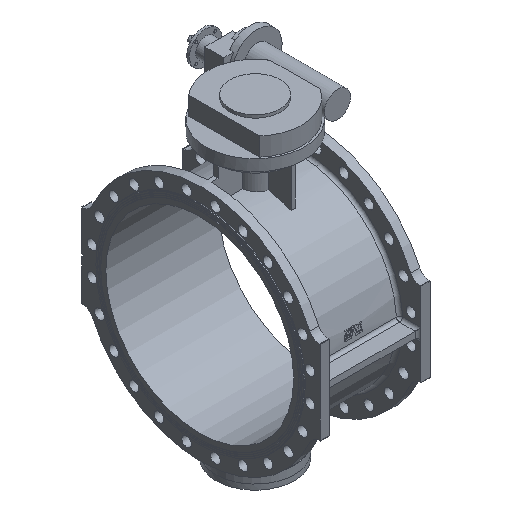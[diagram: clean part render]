
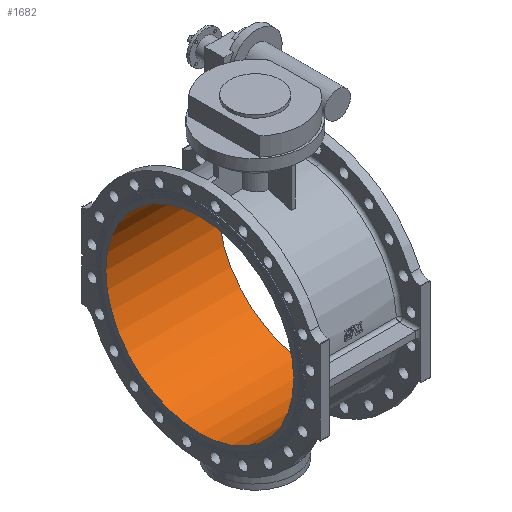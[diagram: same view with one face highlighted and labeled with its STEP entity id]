
A CAD part, isometric view. The second image highlights one B-rep face of the part: STEP entity #1682.
In plain terms, the highlighted cylindrical face has radius 359 mm (diameter 718 mm), a full revolution.
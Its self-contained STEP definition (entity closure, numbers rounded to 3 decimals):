
#1682 = ADVANCED_FACE ( 'NONE', ( #11827, #11830 ), #11832, .F. ) ;
#2146 = CARTESIAN_POINT ( 'NONE',  ( 215., 0., 0. ) ) ;
#2147 = DIRECTION ( 'NONE',  ( -1., 0., 0. ) ) ;
#2148 = DIRECTION ( 'NONE',  ( 0., 0., 1. ) ) ;
#3535 = AXIS2_PLACEMENT_3D ( 'NONE', #2146, #2147, #2148 ) ;
#3820 = AXIS2_PLACEMENT_3D ( 'NONE', #20267, #20268, #20269 ) ;
#4571 = EDGE_LOOP ( 'NONE', ( #16769 ) ) ;
#4666 = EDGE_LOOP ( 'NONE', ( #16770 ) ) ;
#5327 = CIRCLE ( 'NONE', #3535, 359. ) ;
#8042 = EDGE_CURVE ( 'NONE', #23301, #23301, #5327, .T. ) ;
#8367 = DIRECTION ( 'NONE',  ( 0., 0., 1. ) ) ;
#8372 = CARTESIAN_POINT ( 'NONE',  ( 0., 0., 0. ) ) ;
#8373 = DIRECTION ( 'NONE',  ( -1., 0., 0. ) ) ;
#11827 = FACE_OUTER_BOUND ( 'NONE', #4571, .T. ) ;
#11830 = FACE_OUTER_BOUND ( 'NONE', #4666, .T. ) ;
#11832 = CYLINDRICAL_SURFACE ( 'NONE', #15494, 359. ) ;
#15012 = EDGE_CURVE ( 'NONE', #23401, #23401, #19479, .T. ) ;
#15494 = AXIS2_PLACEMENT_3D ( 'NONE', #8372, #8373, #8367 ) ;
#16769 = ORIENTED_EDGE ( 'NONE', *, *, #15012, .T. ) ;
#16770 = ORIENTED_EDGE ( 'NONE', *, *, #8042, .F. ) ;
#19479 = CIRCLE ( 'NONE', #3820, 359. ) ;
#20267 = CARTESIAN_POINT ( 'NONE',  ( -215., 0., 0. ) ) ;
#20268 = DIRECTION ( 'NONE',  ( -1., 0., 0. ) ) ;
#20269 = DIRECTION ( 'NONE',  ( 0., 0., 1. ) ) ;
#23123 = CARTESIAN_POINT ( 'NONE',  ( 215., 0., 359. ) ) ;
#23223 = CARTESIAN_POINT ( 'NONE',  ( -215., 0., 359. ) ) ;
#23301 = VERTEX_POINT ( 'NONE', #23123 ) ;
#23401 = VERTEX_POINT ( 'NONE', #23223 ) ;
